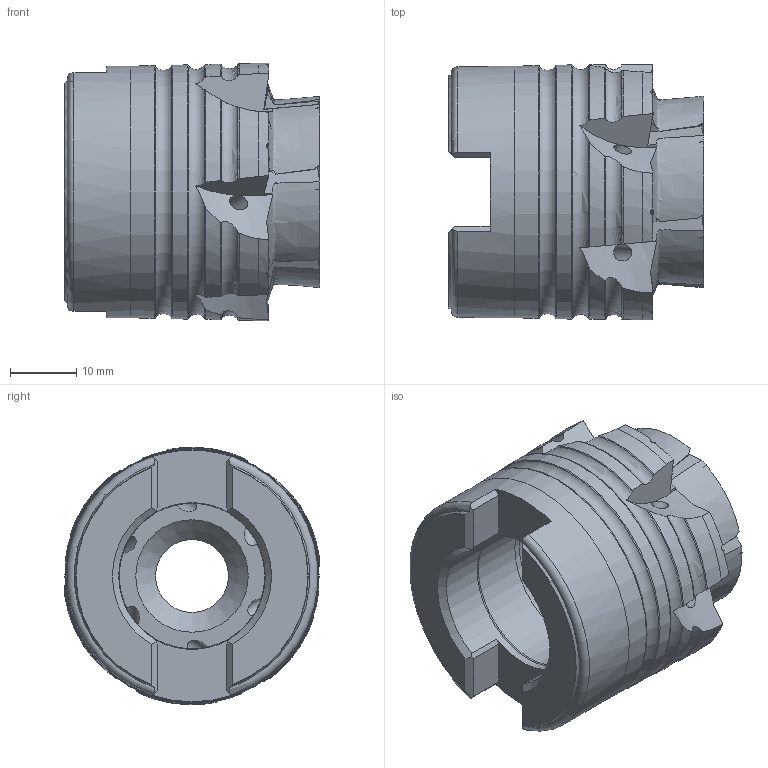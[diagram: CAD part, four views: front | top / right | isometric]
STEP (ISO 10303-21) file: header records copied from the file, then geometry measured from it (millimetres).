
FILE_DESCRIPTION (( 'STEP AP214' ), '1' );
FILE_NAME ('00PP-042-542-6.STEP', '2013-09-16T07:19:49', ( '' ), ( '' ), 'SwSTEP 2.0', 'SolidWorks 2013', '' );
FILE_SCHEMA (( 'AUTOMOTIVE_DESIGN' ));
Length unit declared in the file: millimetre
Products named in the file (1): 00PP-042-542-6
Bounding box: 38.55 x 38.62 x 38.9 mm (x, y, z)
Volume: 26093.3 mm3; surface area: 9275.7 mm2
Topology: 1 solids, 1 shells, 207 faces, 622 edges, 407 vertices
Faces by surface type: plane 96, torus 33, bspline 30, cylinder 24, cone 24
Full cylindrical faces by diameter (mm): 2.5 x6, 11 x1, 16.5 x1, 22 x1, 22.15 x1, 22.3 x1, 38 x1
Entity records: 9686 total; most frequent: CARTESIAN_POINT 4940, ORIENTED_EDGE 1156, DIRECTION 739, EDGE_CURVE 578, VERTEX_POINT 393, AXIS2_PLACEMENT_3D 295, B_SPLINE_CURVE_WITH_KNOTS 271, EDGE_LOOP 239
